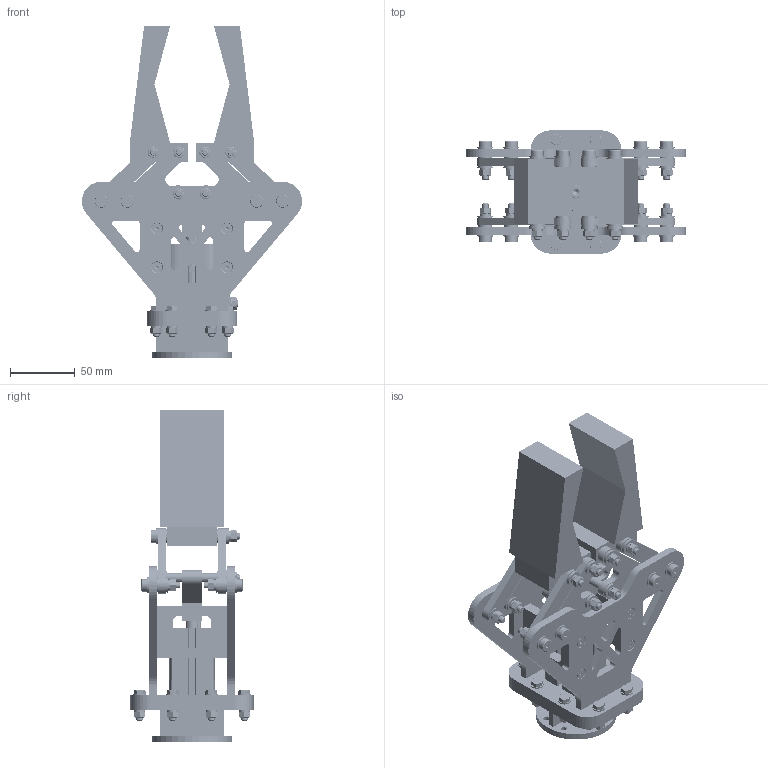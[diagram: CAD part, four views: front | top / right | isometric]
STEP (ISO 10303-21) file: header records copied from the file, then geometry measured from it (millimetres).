
FILE_DESCRIPTION(/* description */ ('CAx-IF Rec.Pracs.---Representation and Presentation of Product Manufacturing Information (PMI)---4.0---2014-10-13','CAx-IF Rec.Pracs.---3D Tessellated Geometry---0.4---2014-09-14','2;1'),/* implementation_level */ '2;1');
FILE_NAME(/* name */ 'CHMC-000-00',/* time_stamp */ '2021-12-06T17:15:24+01:00',/* author */ (''),/* organization */ (''),/* preprocessor_version */ 'ST-DEVELOPER v16.7',/* originating_system */ 'SIEMENS PLM Software NX 1926',/* authorisation */ $);
FILE_SCHEMA (('AP242_MANAGED_MODEL_BASED_3D_ENGINEERING_MIM_LF { 1 0 10303 442 1 1 4 }'));
Products named in the file (102): CHMC-000-00; ISO_7089_m6; DIN_127_m5; ISO_4032_m5; CHMC-000-04; ISO_7089_m5; ISO_4017_m5_20; CHMC-100-00; CHMC-100-04; CHMC-100-03; CHMC-100-02; CHMC-100-01; DIN_127_m6; ISO_4762_m6_25; ISO_10642_m5_30; ISO_7379_6_M5_55; ISO_7379_6_M5_16; CHMC-200-00; ISO_10642_m6_25; CHMC-200-01; CHMC-200-02; CHMC-200-03; GFM-0607-17,5; GFM-0607-10; CHMC-000-01; GFM-0607-029; CHMC-000-02; CHMC-000-03; ADN-20-15-I-PPS-A; 577159 ADN-20-15-I-PPS-A---(asm_0); 536233 ADN-15-PPS---(Z); 536233 ADN-15-PPS-I_(KS); 543861 SME-8M-DS-24V-K-0,3-M8D---(P); 151160 GRLA-M5-B; CHMC-300-00; ISO_10642_M4_12; CHMC-300-01; CHMC-300-03; CHMC-300-02
Assembly tree (232 placements, depth 4):
  CHMC-000-00
    ISO_7089_m6  x34
    DIN_127_m5  x22
    ISO_4032_m5
    ISO_4032_m5
    ISO_4032_m5
    ISO_4032_m5
    CHMC-000-04  x2
    ISO_4032_m5
    ISO_4032_m5
    ISO_4032_m5
    ISO_4032_m5
    ISO_7089_m5  x8
    ISO_4017_m5_20
    ISO_4017_m5_20
    ISO_4017_m5_20
    ISO_4017_m5_20
    ISO_4032_m5
    ISO_4017_m5_20
    ISO_4032_m5
    ISO_4017_m5_20
    ISO_4017_m5_20
    ISO_4017_m5_20
    ISO_4032_m5
    ISO_4032_m5
    CHMC-100-00
      CHMC-100-04
      CHMC-100-03
      CHMC-100-02
      CHMC-100-01  x2
    DIN_127_m6
    ISO_4762_m6_25
    ISO_10642_m5_30
    ISO_10642_m5_30
    ISO_10642_m5_30
    ISO_10642_m5_30
    ISO_4032_m5
    ISO_4032_m5
    ISO_4032_m5
    ISO_7379_6_M5_55
    ISO_7379_6_M5_55
    ISO_7379_6_M5_55
    ISO_7379_6_M5_16
    ISO_7379_6_M5_16
    ISO_4032_m5
    ISO_4032_m5
    ISO_7379_6_M5_16
    ISO_7379_6_M5_16
    CHMC-200-00
      ISO_10642_m6_25
      ISO_10642_m6_25
      CHMC-200-01
      CHMC-200-02
      CHMC-200-03
      GFM-0607-17,5  x2
      GFM-0607-10  x4
    CHMC-000-01
      GFM-0607-029  x4
    CHMC-000-01
      GFM-0607-029  x4
Bounding box: 170 x 95 x 256.25 mm (x, y, z)
Volume: 604902.2 mm3; surface area: 299166.6 mm2
Topology: 226 solids, 226 shells, 3108 faces, 7900 edges, 6530 vertices
Faces by surface type: plane 1568, cylinder 833, cone 513, torus 194
Full cylindrical faces by diameter (mm): 2 x4, 2.9 x1, 3.3 x8, 3.4 x1, 3.7 x14, 3.906 x8, 4 x10, 4.134 x34, 4.2 x2, 4.5 x17, 4.917 x1, 5 x48, 5.2 x2, 5.3 x8, 5.5 x42, 5.6 x14, 5.883 x4, 6 x90, 6.4 x35, 6.5 x1, 6.6 x5, 6.88 x8, 7 x102, 7.5 x4, 8 x2, 8.245 x8, 8.3 x22, 9 x7, 10 x27, 10.315 x4
Entity records: 81749 total; most frequent: CARTESIAN_POINT 14657, DIRECTION 12805, ORIENTED_EDGE 8236, AXIS2_PLACEMENT_3D 5876, EDGE_CURVE 4118, FACE_BOUND 3383, EDGE_LOOP 3353, VERTEX_POINT 3099
